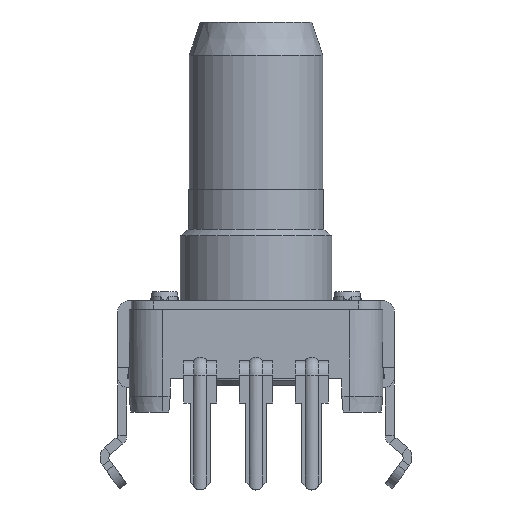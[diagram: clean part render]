
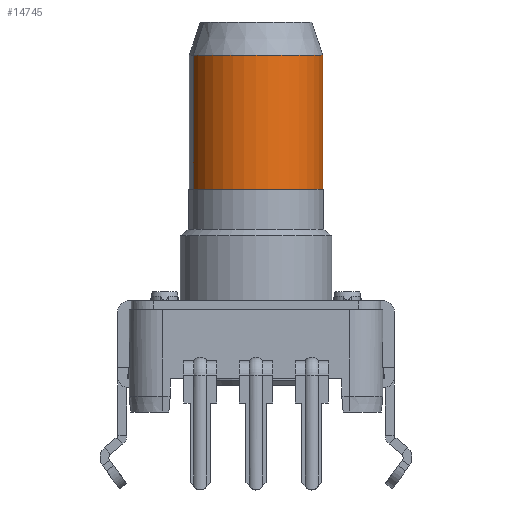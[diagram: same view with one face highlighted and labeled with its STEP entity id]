
A CAD part, front view. The second image highlights one B-rep face of the part: STEP entity #14745.
In plain terms, the highlighted cylindrical face has radius 3 mm (diameter 6 mm), a partial arc.
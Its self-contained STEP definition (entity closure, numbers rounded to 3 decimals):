
#176 = DIRECTION ( 'NONE',  ( 0., 0., -1. ) ) ;
#177 = VECTOR ( 'NONE', #176, 1000. ) ;
#178 = CARTESIAN_POINT ( 'NONE',  ( -2.819, -1.026, -1.729 ) ) ;
#179 = LINE ( 'NONE', #178, #177 ) ;
#180 = CARTESIAN_POINT ( 'NONE',  ( -2.819, -1.026, 7.7 ) ) ;
#186 = CARTESIAN_POINT ( 'NONE',  ( 2.819, 1.026, 7.7 ) ) ;
#187 = DIRECTION ( 'NONE',  ( 0., 0., -1. ) ) ;
#188 = VECTOR ( 'NONE', #187, 1000. ) ;
#189 = CARTESIAN_POINT ( 'NONE',  ( 2.819, 1.026, -1.729 ) ) ;
#190 = LINE ( 'NONE', #189, #188 ) ;
#385 = CARTESIAN_POINT ( 'NONE',  ( 2.819, 1.026, 13.7 ) ) ;
#459 = DIRECTION ( 'NONE',  ( -0.94, -0.342, 0. ) ) ;
#460 = DIRECTION ( 'NONE',  ( 0., 0., -1. ) ) ;
#461 = CARTESIAN_POINT ( 'NONE',  ( 0., 0., 13.7 ) ) ;
#462 = AXIS2_PLACEMENT_3D ( 'NONE', #461, #460, #459 ) ;
#463 = CIRCLE ( 'NONE', #462, 3. ) ;
#465 = CARTESIAN_POINT ( 'NONE',  ( -2.819, -1.026, 13.7 ) ) ;
#622 = DIRECTION ( 'NONE',  ( -1., 0., 0. ) ) ;
#623 = DIRECTION ( 'NONE',  ( 0., 0., 1. ) ) ;
#624 = CARTESIAN_POINT ( 'NONE',  ( 0., 0., 7.7 ) ) ;
#625 = AXIS2_PLACEMENT_3D ( 'NONE', #624, #623, #622 ) ;
#626 = CIRCLE ( 'NONE', #625, 3. ) ;
#962 = FACE_OUTER_BOUND ( 'NONE', #14746, .T. ) ;
#998 = DIRECTION ( 'NONE',  ( -0.94, -0.342, 0. ) ) ;
#999 = DIRECTION ( 'NONE',  ( 0., 0., -1. ) ) ;
#1000 = AXIS2_PLACEMENT_3D ( 'NONE', #1003, #999, #998 ) ;
#1001 = CYLINDRICAL_SURFACE ( 'NONE', #1000, 3. ) ;
#1003 = CARTESIAN_POINT ( 'NONE',  ( 0., 0., -1.729 ) ) ;
#14515 = EDGE_CURVE ( 'NONE', #14564, #14516, #190, .T. ) ;
#14516 = VERTEX_POINT ( 'NONE', #186 ) ;
#14519 = VERTEX_POINT ( 'NONE', #180 ) ;
#14521 = EDGE_CURVE ( 'NONE', #14591, #14519, #179, .T. ) ;
#14564 = VERTEX_POINT ( 'NONE', #385 ) ;
#14591 = VERTEX_POINT ( 'NONE', #465 ) ;
#14593 = EDGE_CURVE ( 'NONE', #14564, #14591, #463, .T. ) ;
#14646 = EDGE_CURVE ( 'NONE', #14519, #14516, #626, .T. ) ;
#14723 = ORIENTED_EDGE ( 'NONE', *, *, #14515, .F. ) ;
#14724 = ORIENTED_EDGE ( 'NONE', *, *, #14593, .T. ) ;
#14725 = ORIENTED_EDGE ( 'NONE', *, *, #14521, .T. ) ;
#14726 = ORIENTED_EDGE ( 'NONE', *, *, #14646, .T. ) ;
#14745 = ADVANCED_FACE ( 'NONE', ( #962 ), #1001, .T. ) ;
#14746 = EDGE_LOOP ( 'NONE', ( #14723, #14724, #14725, #14726 ) ) ;
